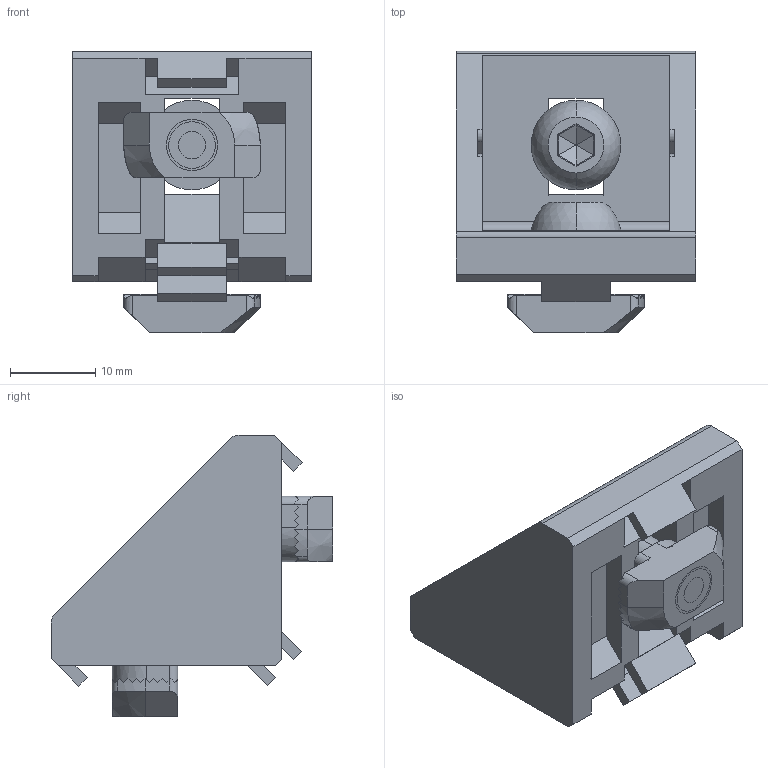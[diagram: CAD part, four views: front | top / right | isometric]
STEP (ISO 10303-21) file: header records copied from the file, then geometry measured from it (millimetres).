
FILE_DESCRIPTION((''),'2;1');
FILE_NAME('11101_KOTNIK_AL_30X30_KPL_ASM','2022-09-16T13:39:48',('PredragRovcanin'),('Audax d.o.o.'),'CREO PARAMETRIC BY PTC INC, 2020281','CREO PARAMETRIC BY PTC INC, 2020281','');
FILE_SCHEMA(('AUTOMOTIVE_DESIGN { 1 0 10303 214 1 1 1 1 }'));
Length unit declared in the file: millimetre
Products named in the file (4): 11101_KOTNIK_AL_30X30_U8; L-ISO7380-M6X12; MATICA_KLADIVASTA_M6_U8; 11101_KOTNIK_AL_30X30_KPL_ASM
Assembly tree (5 placements, depth 2):
  11101_KOTNIK_AL_30X30_KPL_ASM
    11101_KOTNIK_AL_30X30_U8
    L-ISO7380-M6X12  x2
    MATICA_KLADIVASTA_M6_U8  x2
Bounding box: 28 x 33 x 33 mm (x, y, z)
Volume: 9449.9 mm3; surface area: 7711.2 mm2
Topology: 5 solids, 9 shells, 279 faces, 748 edges, 508 vertices
Faces by surface type: plane 206, cylinder 57, cone 8, torus 4, sphere 4
Entity records: 8770 total; most frequent: CARTESIAN_POINT 1251, ORIENTED_EDGE 984, DIRECTION 952, PRESENTATION_STYLE_ASSIGNMENT 532, STYLED_ITEM 532, CURVE_STYLE 527, EDGE_CURVE 496, VECTOR 388
